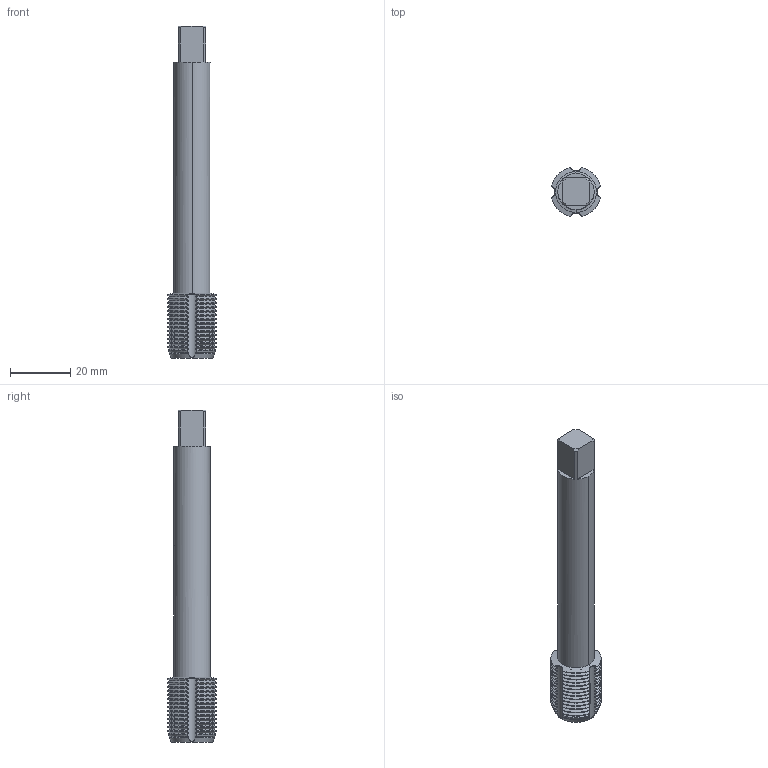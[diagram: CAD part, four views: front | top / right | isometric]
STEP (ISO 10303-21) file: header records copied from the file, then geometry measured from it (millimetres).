
FILE_DESCRIPTION(('no description'),'unknown implementation level');
FILE_NAME('solidkIuKUgft_SkcxboU1oJ82wsSoyQ_1.STP',' ',('CIM GmbH Aachen'),('CADClick - KiM GmbH - www.kimweb.de'),'unknown preprocess','ACIS','unknown authorization');
FILE_SCHEMA(('automotive_design'));
Length unit declared in the file: millimetre
Products named in the file (2): 1; 2
Bounding box: 16.26 x 16.26 x 110 mm (x, y, z)
Volume: 13599.5 mm3; surface area: 7196.2 mm2
Topology: 2 solids, 2 shells, 295 faces, 863 edges, 572 vertices
Faces by surface type: cone 136, cylinder 134, plane 17, torus 8
Entity records: 21120 total; most frequent: CARTESIAN_POINT 3977, STYLED_ITEM 1732, PRESENTATION_STYLE_ASSIGNMENT 1732, COLOUR_RGB 1732, ORIENTED_EDGE 1726, DIRECTION 1477, EDGE_CURVE 863, CURVE_STYLE 863
